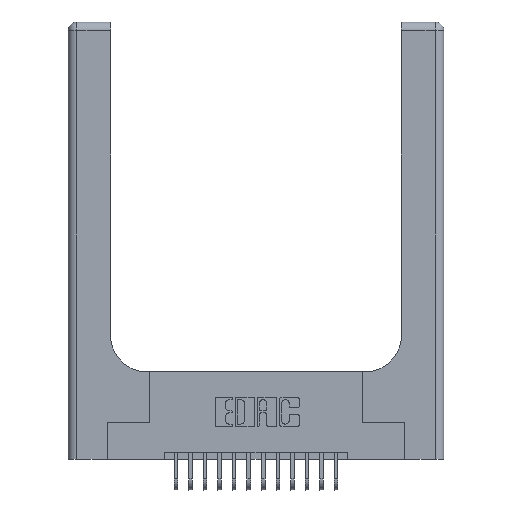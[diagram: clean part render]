
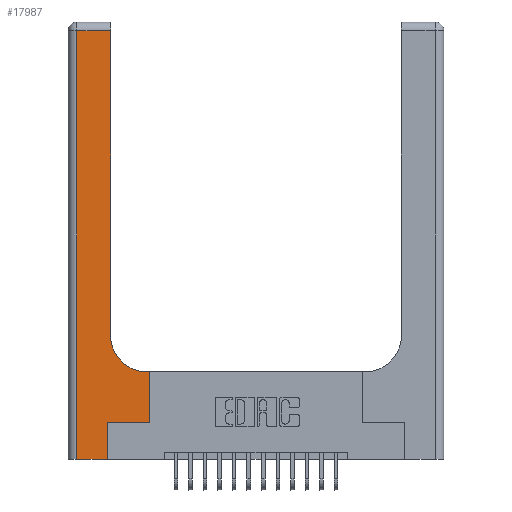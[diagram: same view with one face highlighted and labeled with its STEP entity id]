
A CAD part, top view. The second image highlights one B-rep face of the part: STEP entity #17987.
In plain terms, the highlighted planar face has unit normal (0, 0, 1).
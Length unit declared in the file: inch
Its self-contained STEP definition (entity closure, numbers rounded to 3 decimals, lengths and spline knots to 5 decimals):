
#196 = CARTESIAN_POINT ( 'NONE',  ( 0.5415, 0.6, 0.37 ) ) ;
#236 = LINE ( 'NONE', #6782, #9514 ) ;
#264 = DIRECTION ( 'NONE',  ( 0., 1., 0. ) ) ;
#972 = ORIENTED_EDGE ( 'NONE', *, *, #9938, .T. ) ;
#995 = VERTEX_POINT ( 'NONE', #3341 ) ;
#1290 = DIRECTION ( 'NONE',  ( 1., 0., 0. ) ) ;
#1511 = CARTESIAN_POINT ( 'NONE',  ( 0.2915, 0.85, 0.37 ) ) ;
#1952 = AXIS2_PLACEMENT_3D ( 'NONE', #19710, #11818, #2303 ) ;
#1976 = VERTEX_POINT ( 'NONE', #11255 ) ;
#2055 = CIRCLE ( 'NONE', #4140, 0.25 ) ;
#2137 = VECTOR ( 'NONE', #1290, 39.37008 ) ;
#2303 = DIRECTION ( 'NONE',  ( -1., 0., 0. ) ) ;
#2569 = ORIENTED_EDGE ( 'NONE', *, *, #11966, .T. ) ;
#2982 = VECTOR ( 'NONE', #6805, 39.37008 ) ;
#3080 = VERTEX_POINT ( 'NONE', #16243 ) ;
#3098 = CARTESIAN_POINT ( 'NONE',  ( 0.269, 0.25, 0.37 ) ) ;
#3155 = ORIENTED_EDGE ( 'NONE', *, *, #13626, .T. ) ;
#3309 = VERTEX_POINT ( 'NONE', #8035 ) ;
#3341 = CARTESIAN_POINT ( 'NONE',  ( 0.2915, 2.94, 0.37 ) ) ;
#3433 = ORIENTED_EDGE ( 'NONE', *, *, #7497, .T. ) ;
#3560 = EDGE_CURVE ( 'NONE', #5269, #995, #8771, .T. ) ;
#3639 = VECTOR ( 'NONE', #16787, 39.37008 ) ;
#4140 = AXIS2_PLACEMENT_3D ( 'NONE', #16370, #14983, #7137 ) ;
#4969 = DIRECTION ( 'NONE',  ( 0., 1., 0. ) ) ;
#5269 = VERTEX_POINT ( 'NONE', #1511 ) ;
#5401 = EDGE_CURVE ( 'NONE', #3309, #12781, #19500, .T. ) ;
#5693 = CARTESIAN_POINT ( 'NONE',  ( 0., 2.94, 0.37 ) ) ;
#5741 = DIRECTION ( 'NONE',  ( -1., 0., 0. ) ) ;
#6782 = CARTESIAN_POINT ( 'NONE',  ( 0.269, 0.25, 0.37 ) ) ;
#6805 = DIRECTION ( 'NONE',  ( 0., -1., 0. ) ) ;
#7137 = DIRECTION ( 'NONE',  ( 1., 0., 0. ) ) ;
#7216 = PLANE ( 'NONE',  #1952 ) ;
#7497 = EDGE_CURVE ( 'NONE', #12414, #3309, #236, .T. ) ;
#8035 = CARTESIAN_POINT ( 'NONE',  ( 0.5585, 0.25, 0.37 ) ) ;
#8149 = VECTOR ( 'NONE', #5741, 39.37008 ) ;
#8303 = EDGE_LOOP ( 'NONE', ( #9132, #3155, #11079, #972, #17117, #3433, #10728, #11710, #2569 ) ) ;
#8771 = LINE ( 'NONE', #18030, #3639 ) ;
#9031 = CARTESIAN_POINT ( 'NONE',  ( 0.2915, 0.6, 0.37 ) ) ;
#9132 = ORIENTED_EDGE ( 'NONE', *, *, #3560, .T. ) ;
#9291 = VECTOR ( 'NONE', #14190, 39.37008 ) ;
#9514 = VECTOR ( 'NONE', #11547, 39.37008 ) ;
#9611 = CARTESIAN_POINT ( 'NONE',  ( 0.06, 0., 0.37 ) ) ;
#9938 = EDGE_CURVE ( 'NONE', #15174, #3080, #16814, .T. ) ;
#10625 = CARTESIAN_POINT ( 'NONE',  ( 0., 0., 0.37 ) ) ;
#10728 = ORIENTED_EDGE ( 'NONE', *, *, #5401, .T. ) ;
#11079 = ORIENTED_EDGE ( 'NONE', *, *, #12890, .T. ) ;
#11094 = VECTOR ( 'NONE', #264, 39.37008 ) ;
#11233 = CARTESIAN_POINT ( 'NONE',  ( 0.5585, 0.25, 0.37 ) ) ;
#11255 = CARTESIAN_POINT ( 'NONE',  ( 0.06, 2.94, 0.37 ) ) ;
#11547 = DIRECTION ( 'NONE',  ( 1., 0., 0. ) ) ;
#11710 = ORIENTED_EDGE ( 'NONE', *, *, #12189, .T. ) ;
#11781 = LINE ( 'NONE', #9031, #8149 ) ;
#11818 = DIRECTION ( 'NONE',  ( 0., 0., -1. ) ) ;
#11966 = EDGE_CURVE ( 'NONE', #15003, #5269, #2055, .T. ) ;
#12189 = EDGE_CURVE ( 'NONE', #12781, #15003, #11781, .T. ) ;
#12414 = VERTEX_POINT ( 'NONE', #3098 ) ;
#12771 = FACE_OUTER_BOUND ( 'NONE', #8303, .T. ) ;
#12781 = VERTEX_POINT ( 'NONE', #16980 ) ;
#12890 = EDGE_CURVE ( 'NONE', #1976, #15174, #16440, .T. ) ;
#13626 = EDGE_CURVE ( 'NONE', #995, #1976, #16142, .T. ) ;
#14043 = CARTESIAN_POINT ( 'NONE',  ( 0.269, 0., 0.37 ) ) ;
#14190 = DIRECTION ( 'NONE',  ( -1., 0., 0. ) ) ;
#14534 = CARTESIAN_POINT ( 'NONE',  ( 0.06, 3., 0.37 ) ) ;
#14983 = DIRECTION ( 'NONE',  ( 0., 0., -1. ) ) ;
#15003 = VERTEX_POINT ( 'NONE', #196 ) ;
#15174 = VERTEX_POINT ( 'NONE', #9611 ) ;
#15442 = VECTOR ( 'NONE', #4969, 39.37008 ) ;
#16142 = LINE ( 'NONE', #5693, #9291 ) ;
#16243 = CARTESIAN_POINT ( 'NONE',  ( 0.269, 0., 0.37 ) ) ;
#16370 = CARTESIAN_POINT ( 'NONE',  ( 0.5415, 0.85, 0.37 ) ) ;
#16440 = LINE ( 'NONE', #14534, #2982 ) ;
#16473 = LINE ( 'NONE', #14043, #15442 ) ;
#16787 = DIRECTION ( 'NONE',  ( 0., 1., 0. ) ) ;
#16814 = LINE ( 'NONE', #10625, #2137 ) ;
#16980 = CARTESIAN_POINT ( 'NONE',  ( 0.5585, 0.6, 0.37 ) ) ;
#17117 = ORIENTED_EDGE ( 'NONE', *, *, #20161, .T. ) ;
#17987 = ADVANCED_FACE ( 'NONE', ( #12771 ), #7216, .F. ) ;
#18030 = CARTESIAN_POINT ( 'NONE',  ( 0.2915, 3., 0.37 ) ) ;
#19500 = LINE ( 'NONE', #11233, #11094 ) ;
#19710 = CARTESIAN_POINT ( 'NONE',  ( 0., 3., 0.37 ) ) ;
#20161 = EDGE_CURVE ( 'NONE', #3080, #12414, #16473, .T. ) ;
